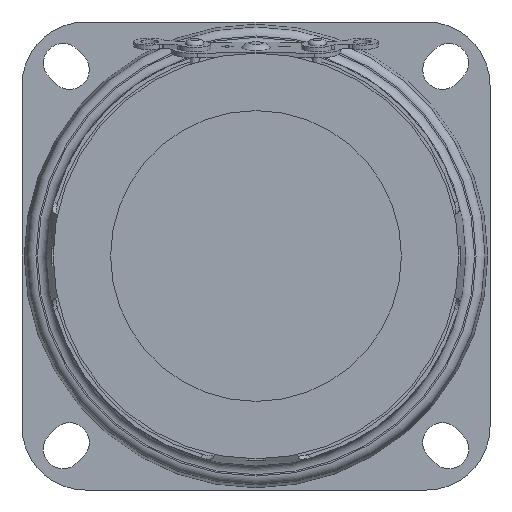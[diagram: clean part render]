
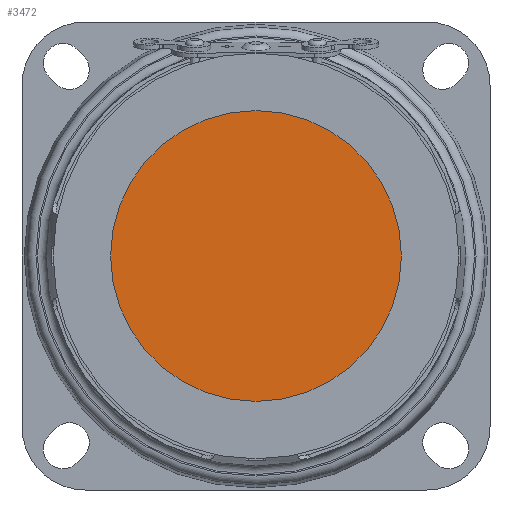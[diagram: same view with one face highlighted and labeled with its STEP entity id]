
A CAD part, front view. The second image highlights one B-rep face of the part: STEP entity #3472.
In plain terms, the highlighted planar face has unit normal (0, -1, 0).
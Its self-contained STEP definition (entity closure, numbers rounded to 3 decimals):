
#3417=CARTESIAN_POINT('',(0.,0.,-16.));
#3418=VERTEX_POINT('',#3417);
#3444=CARTESIAN_POINT('',(-0.,0.,16.));
#3445=VERTEX_POINT('',#3444);
#3446=CARTESIAN_POINT('',(0.,0.,0.));
#3447=DIRECTION('',(0.,1.,0.));
#3448=DIRECTION('',(0.,-0.,1.));
#3449=AXIS2_PLACEMENT_3D('',#3446,#3447,#3448);
#3450=CIRCLE('',#3449,16.);
#3451=EDGE_CURVE('',#3418,#3445,#3450,.T.);
#3453=CARTESIAN_POINT('',(0.,0.,0.));
#3454=DIRECTION('',(0.,1.,0.));
#3455=DIRECTION('',(0.,-0.,1.));
#3456=AXIS2_PLACEMENT_3D('',#3453,#3454,#3455);
#3457=CIRCLE('',#3456,16.);
#3458=EDGE_CURVE('',#3445,#3418,#3457,.T.);
#3463=CARTESIAN_POINT('',(0.,0.,0.));
#3464=DIRECTION('',(0.,1.,0.));
#3465=DIRECTION('',(0.,0.,1.));
#3466=AXIS2_PLACEMENT_3D('',#3463,#3464,#3465);
#3467=PLANE('',#3466);
#3468=ORIENTED_EDGE('',*,*,#3451,.F.);
#3469=ORIENTED_EDGE('',*,*,#3458,.F.);
#3470=EDGE_LOOP('',(#3468,#3469));
#3471=FACE_BOUND('',#3470,.T.);
#3472=ADVANCED_FACE('',(#3471),#3467,.F.);
